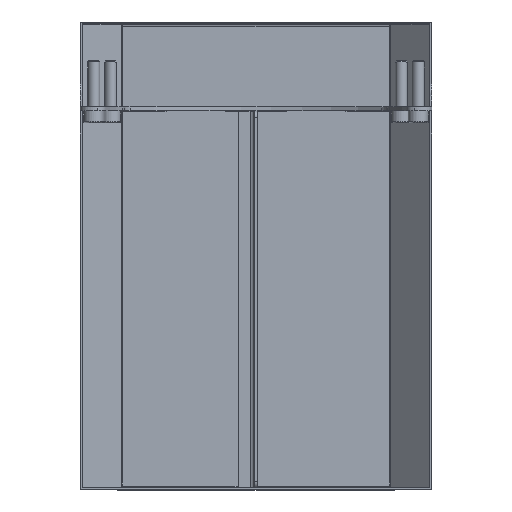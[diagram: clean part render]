
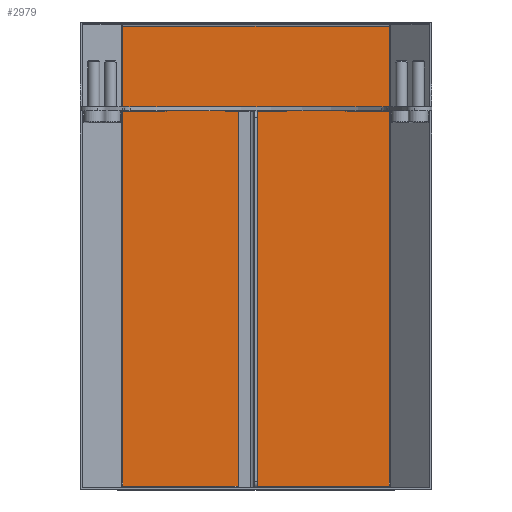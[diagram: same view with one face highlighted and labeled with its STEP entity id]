
A CAD part, top view. The second image highlights one B-rep face of the part: STEP entity #2979.
In plain terms, the highlighted planar face has unit normal (0, 0, 1).
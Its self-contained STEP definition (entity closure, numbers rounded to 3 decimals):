
#81=FACE_BOUND('',#611,.T.);
#82=FACE_BOUND('',#612,.T.);
#83=FACE_BOUND('',#613,.T.);
#162=PLANE('',#3275);
#444=FACE_OUTER_BOUND('',#610,.T.);
#610=EDGE_LOOP('',(#2602,#2603,#2604,#2605,#2606,#2607,#2608,#2609));
#611=EDGE_LOOP('',(#2610,#2611,#2612,#2613));
#612=EDGE_LOOP('',(#2614,#2615,#2616,#2617));
#613=EDGE_LOOP('',(#2618,#2619,#2620,#2621));
#621=LINE('',#4095,#866);
#627=LINE('',#4119,#872);
#631=LINE('',#4131,#876);
#635=LINE('',#4143,#880);
#688=LINE('',#4399,#933);
#771=LINE('',#4808,#1016);
#772=LINE('',#4819,#1017);
#779=LINE('',#4837,#1024);
#793=LINE('',#4874,#1038);
#794=LINE('',#4881,#1039);
#805=LINE('',#4925,#1050);
#809=LINE('',#4937,#1054);
#813=LINE('',#4949,#1058);
#840=LINE('',#5013,#1085);
#844=LINE('',#5021,#1089);
#845=LINE('',#5023,#1090);
#846=LINE('',#5025,#1091);
#850=LINE('',#5033,#1095);
#851=LINE('',#5035,#1096);
#860=LINE('',#5056,#1105);
#866=VECTOR('',#3299,10.);
#872=VECTOR('',#3313,10.);
#876=VECTOR('',#3321,10.);
#880=VECTOR('',#3329,10.);
#933=VECTOR('',#3466,10.);
#1016=VECTOR('',#3789,10.);
#1017=VECTOR('',#3792,10.);
#1024=VECTOR('',#3811,10.);
#1038=VECTOR('',#3853,10.);
#1039=VECTOR('',#3856,10.);
#1050=VECTOR('',#3897,10.);
#1054=VECTOR('',#3905,10.);
#1058=VECTOR('',#3913,10.);
#1085=VECTOR('',#3994,10.);
#1089=VECTOR('',#4006,10.);
#1090=VECTOR('',#4009,10.);
#1091=VECTOR('',#4012,10.);
#1095=VECTOR('',#4024,10.);
#1096=VECTOR('',#4027,10.);
#1105=VECTOR('',#4060,10.);
#1124=VERTEX_POINT('',#4092);
#1125=VERTEX_POINT('',#4094);
#1132=VERTEX_POINT('',#4116);
#1133=VERTEX_POINT('',#4118);
#1138=VERTEX_POINT('',#4128);
#1139=VERTEX_POINT('',#4130);
#1144=VERTEX_POINT('',#4140);
#1145=VERTEX_POINT('',#4142);
#1216=VERTEX_POINT('',#4397);
#1217=VERTEX_POINT('',#4398);
#1328=VERTEX_POINT('',#4800);
#1331=VERTEX_POINT('',#4806);
#1332=VERTEX_POINT('',#4810);
#1334=VERTEX_POINT('',#4818);
#1365=VERTEX_POINT('',#4922);
#1366=VERTEX_POINT('',#4924);
#1371=VERTEX_POINT('',#4934);
#1372=VERTEX_POINT('',#4936);
#1377=VERTEX_POINT('',#4946);
#1378=VERTEX_POINT('',#4948);
#1398=EDGE_CURVE('',#1124,#1125,#621,.T.);
#1407=EDGE_CURVE('',#1133,#1132,#627,.T.);
#1413=EDGE_CURVE('',#1139,#1138,#631,.T.);
#1419=EDGE_CURVE('',#1145,#1144,#635,.T.);
#1513=EDGE_CURVE('',#1216,#1217,#688,.T.);
#1679=EDGE_CURVE('',#1328,#1331,#771,.T.);
#1681=EDGE_CURVE('',#1332,#1334,#772,.T.);
#1691=EDGE_CURVE('',#1331,#1334,#779,.T.);
#1710=EDGE_CURVE('',#1217,#1328,#793,.T.);
#1712=EDGE_CURVE('',#1332,#1125,#794,.T.);
#1735=EDGE_CURVE('',#1366,#1365,#805,.T.);
#1741=EDGE_CURVE('',#1372,#1371,#809,.T.);
#1747=EDGE_CURVE('',#1378,#1377,#813,.T.);
#1781=EDGE_CURVE('',#1144,#1366,#840,.T.);
#1785=EDGE_CURVE('',#1138,#1372,#844,.T.);
#1786=EDGE_CURVE('',#1371,#1139,#845,.T.);
#1787=EDGE_CURVE('',#1377,#1133,#846,.T.);
#1791=EDGE_CURVE('',#1365,#1145,#850,.T.);
#1792=EDGE_CURVE('',#1132,#1378,#851,.T.);
#1802=EDGE_CURVE('',#1124,#1216,#860,.T.);
#2602=ORIENTED_EDGE('',*,*,#1681,.F.);
#2603=ORIENTED_EDGE('',*,*,#1712,.T.);
#2604=ORIENTED_EDGE('',*,*,#1398,.F.);
#2605=ORIENTED_EDGE('',*,*,#1802,.T.);
#2606=ORIENTED_EDGE('',*,*,#1513,.T.);
#2607=ORIENTED_EDGE('',*,*,#1710,.T.);
#2608=ORIENTED_EDGE('',*,*,#1679,.T.);
#2609=ORIENTED_EDGE('',*,*,#1691,.T.);
#2610=ORIENTED_EDGE('',*,*,#1419,.T.);
#2611=ORIENTED_EDGE('',*,*,#1781,.T.);
#2612=ORIENTED_EDGE('',*,*,#1735,.T.);
#2613=ORIENTED_EDGE('',*,*,#1791,.T.);
#2614=ORIENTED_EDGE('',*,*,#1413,.T.);
#2615=ORIENTED_EDGE('',*,*,#1785,.T.);
#2616=ORIENTED_EDGE('',*,*,#1741,.T.);
#2617=ORIENTED_EDGE('',*,*,#1786,.T.);
#2618=ORIENTED_EDGE('',*,*,#1407,.T.);
#2619=ORIENTED_EDGE('',*,*,#1792,.T.);
#2620=ORIENTED_EDGE('',*,*,#1747,.T.);
#2621=ORIENTED_EDGE('',*,*,#1787,.T.);
#2979=ADVANCED_FACE('',(#444,#81,#82,#83),#162,.T.);
#3275=AXIS2_PLACEMENT_3D('',#5078,#4063,#4064);
#3299=DIRECTION('',(0.,-1.,0.));
#3313=DIRECTION('',(-1.,0.,0.));
#3321=DIRECTION('',(-1.,0.,0.));
#3329=DIRECTION('',(-1.,0.,0.));
#3466=DIRECTION('',(0.,-1.,0.));
#3789=DIRECTION('',(0.,1.,0.));
#3792=DIRECTION('',(0.,1.,0.));
#3811=DIRECTION('',(1.,0.,0.));
#3853=DIRECTION('',(1.,0.,0.));
#3856=DIRECTION('',(1.,0.,0.));
#3897=DIRECTION('',(1.,0.,0.));
#3905=DIRECTION('',(1.,0.,0.));
#3913=DIRECTION('',(1.,0.,0.));
#3994=DIRECTION('',(0.,1.,0.));
#4006=DIRECTION('',(0.,1.,0.));
#4009=DIRECTION('',(0.,-1.,0.));
#4012=DIRECTION('',(0.,-1.,0.));
#4024=DIRECTION('',(0.,-1.,0.));
#4027=DIRECTION('',(0.,1.,0.));
#4060=DIRECTION('',(-1.,0.,0.));
#4063=DIRECTION('center_axis',(0.,0.,
1.));
#4064=DIRECTION('ref_axis',(0.,-1.,0.));
#4092=CARTESIAN_POINT('',(66.586,115.,1.));
#4094=CARTESIAN_POINT('',(66.586,-115.,1.));
#4095=CARTESIAN_POINT('',(66.586,115.,1.));
#4116=CARTESIAN_POINT('',(-65.,72.5,1.));
#4118=CARTESIAN_POINT('',(-45.,72.5,1.));
#4119=CARTESIAN_POINT('',(-7.157,72.5,1.));
#4128=CARTESIAN_POINT('',(-15.,72.5,1.));
#4130=CARTESIAN_POINT('',(15.,72.5,1.));
#4131=CARTESIAN_POINT('',(-7.157,72.5,1.));
#4140=CARTESIAN_POINT('',(45.,72.5,1.));
#4142=CARTESIAN_POINT('',(65.,72.5,1.));
#4143=CARTESIAN_POINT('',(-7.157,72.5,1.));
#4397=CARTESIAN_POINT('',(-66.586,115.,1.));
#4398=CARTESIAN_POINT('',(-66.586,-115.,1.));
#4399=CARTESIAN_POINT('',(-66.586,115.,1.));
#4800=CARTESIAN_POINT('',(-9.,-115.,1.));
#4806=CARTESIAN_POINT('',(-9.,72.4,1.));
#4808=CARTESIAN_POINT('',(-9.,93.7,1.));
#4810=CARTESIAN_POINT('',(-3.,-115.,1.));
#4818=CARTESIAN_POINT('',(-3.,72.4,1.));
#4819=CARTESIAN_POINT('',(-3.,-21.8,1.));
#4837=CARTESIAN_POINT('',(-34.793,72.4,1.));
#4874=CARTESIAN_POINT('',(66.586,-115.,1.));
#4881=CARTESIAN_POINT('',(66.586,-115.,1.));
#4922=CARTESIAN_POINT('',(65.,74.5,1.));
#4924=CARTESIAN_POINT('',(45.,74.5,1.));
#4925=CARTESIAN_POINT('',(-7.157,74.5,1.));
#4934=CARTESIAN_POINT('',(15.,74.5,1.));
#4936=CARTESIAN_POINT('',(-15.,74.5,1.));
#4937=CARTESIAN_POINT('',(-7.157,74.5,1.));
#4946=CARTESIAN_POINT('',(-45.,74.5,1.));
#4948=CARTESIAN_POINT('',(-65.,74.5,1.));
#4949=CARTESIAN_POINT('',(-7.157,74.5,1.));
#5013=CARTESIAN_POINT('',(45.,94.75,1.));
#5021=CARTESIAN_POINT('',(-15.,94.75,1.));
#5023=CARTESIAN_POINT('',(15.,94.75,1.));
#5025=CARTESIAN_POINT('',(-45.,94.75,1.));
#5033=CARTESIAN_POINT('',(65.,93.75,1.));
#5035=CARTESIAN_POINT('',(-65.,93.75,1.));
#5056=CARTESIAN_POINT('',(66.586,115.,1.));
#5078=CARTESIAN_POINT('Origin',(-66.586,115.,1.));
